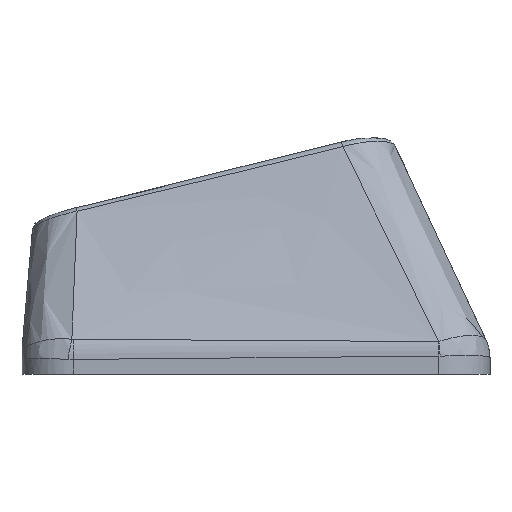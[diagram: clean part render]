
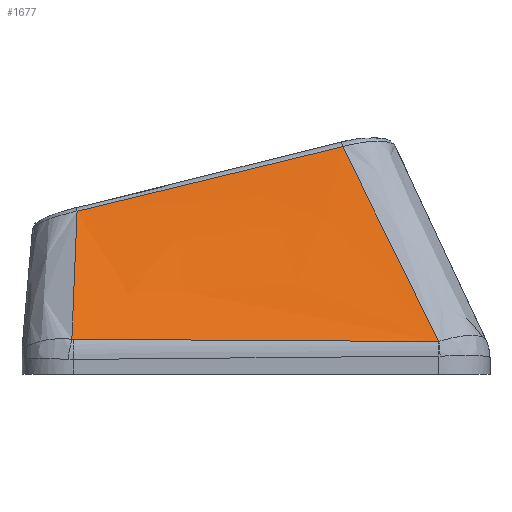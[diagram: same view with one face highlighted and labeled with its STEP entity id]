
A CAD part, left-side view. The second image highlights one B-rep face of the part: STEP entity #1677.
In plain terms, the highlighted free-form (B-spline) face has degree [3, 3] with [4, 4] control points.
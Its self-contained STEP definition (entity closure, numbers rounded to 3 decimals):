
#238=FACE_OUTER_BOUND('',#329,.T.);
#329=EDGE_LOOP('',(#1278,#1279,#1280,#1281,#1282,#1283));
#489=B_SPLINE_CURVE_WITH_KNOTS('',3,(#3383,#3384,#3385,#3386),
 .UNSPECIFIED.,.F.,.F.,(4,4),(0.,0.002),
 .UNSPECIFIED.);
#491=B_SPLINE_CURVE_WITH_KNOTS('',3,(#3410,#3411,#3412,#3413),
 .UNSPECIFIED.,.F.,.F.,(4,4),(0.,1.416),.UNSPECIFIED.);
#493=B_SPLINE_CURVE_WITH_KNOTS('',3,(#3437,#3438,#3439,#3440),
 .UNSPECIFIED.,.F.,.F.,(4,4),(0.,0.006),
 .UNSPECIFIED.);
#508=B_SPLINE_CURVE_WITH_KNOTS('',3,(#3716,#3717,#3718,#3719),
 .UNSPECIFIED.,.F.,.F.,(4,4),(0.028,0.925),
 .UNSPECIFIED.);
#509=B_SPLINE_CURVE_WITH_KNOTS('',3,(#3721,#3722,#3723,#3724),
 .UNSPECIFIED.,.F.,.F.,(4,4),(-1.061,0.),
 .UNSPECIFIED.);
#510=B_SPLINE_CURVE_WITH_KNOTS('',3,(#3725,#3726,#3727,#3728),
 .UNSPECIFIED.,.F.,.F.,(4,4),(-0.604,-0.021),
 .UNSPECIFIED.);
#671=VERTEX_POINT('',#3345);
#673=VERTEX_POINT('',#3376);
#675=VERTEX_POINT('',#3403);
#677=VERTEX_POINT('',#3430);
#693=VERTEX_POINT('',#3715);
#694=VERTEX_POINT('',#3720);
#882=EDGE_CURVE('',#671,#673,#489,.T.);
#885=EDGE_CURVE('',#673,#675,#491,.T.);
#888=EDGE_CURVE('',#675,#677,#493,.T.);
#912=EDGE_CURVE('',#693,#671,#508,.T.);
#913=EDGE_CURVE('',#694,#693,#509,.T.);
#914=EDGE_CURVE('',#677,#694,#510,.T.);
#1278=ORIENTED_EDGE('',*,*,#888,.F.);
#1279=ORIENTED_EDGE('',*,*,#885,.F.);
#1280=ORIENTED_EDGE('',*,*,#882,.F.);
#1281=ORIENTED_EDGE('',*,*,#912,.F.);
#1282=ORIENTED_EDGE('',*,*,#913,.F.);
#1283=ORIENTED_EDGE('',*,*,#914,.F.);
#1619=B_SPLINE_SURFACE_WITH_KNOTS('',3,3,((#3699,#3700,#3701,#3702),(#3703,
#3704,#3705,#3706),(#3707,#3708,#3709,#3710),(#3711,#3712,#3713,#3714)),
 .UNSPECIFIED.,.F.,.F.,.F.,(4,4),(4,4),(0.103,0.893),
(0.029,0.967),.UNSPECIFIED.);
#1677=ADVANCED_FACE('',(#238),#1619,.T.);
#3345=CARTESIAN_POINT('',(-13.732,-7.093,0.272));
#3376=CARTESIAN_POINT('',(-13.732,-7.077,0.271));
#3383=CARTESIAN_POINT('Ctrl Pts',(-13.732,-7.093,0.272));
#3384=CARTESIAN_POINT('Ctrl Pts',(-13.732,-7.088,0.271));
#3385=CARTESIAN_POINT('Ctrl Pts',(-13.732,-7.082,0.271));
#3386=CARTESIAN_POINT('Ctrl Pts',(-13.732,-7.077,0.271));
#3403=CARTESIAN_POINT('',(-13.623,7.09,0.36));
#3410=CARTESIAN_POINT('Ctrl Pts',(-13.732,-7.077,0.271));
#3411=CARTESIAN_POINT('Ctrl Pts',(-13.711,-2.355,0.295));
#3412=CARTESIAN_POINT('Ctrl Pts',(-13.682,2.366,0.323));
#3413=CARTESIAN_POINT('Ctrl Pts',(-13.623,7.09,0.36));
#3430=CARTESIAN_POINT('',(-13.619,7.146,0.365));
#3437=CARTESIAN_POINT('Ctrl Pts',(-13.623,7.09,0.36));
#3438=CARTESIAN_POINT('Ctrl Pts',(-13.623,7.109,0.36));
#3439=CARTESIAN_POINT('Ctrl Pts',(-13.622,7.128,0.362));
#3440=CARTESIAN_POINT('Ctrl Pts',(-13.619,7.146,0.365));
#3699=CARTESIAN_POINT('Ctrl Pts',(-10.607,-3.778,7.932));
#3700=CARTESIAN_POINT('Ctrl Pts',(-11.649,-4.883,5.378));
#3701=CARTESIAN_POINT('Ctrl Pts',(-12.691,-5.988,2.825));
#3702=CARTESIAN_POINT('Ctrl Pts',(-13.732,-7.093,0.271));
#3703=CARTESIAN_POINT('Ctrl Pts',(-10.607,-0.128,7.05));
#3704=CARTESIAN_POINT('Ctrl Pts',(-11.649,-0.868,
4.78));
#3705=CARTESIAN_POINT('Ctrl Pts',(-12.691,-1.608,2.511));
#3706=CARTESIAN_POINT('Ctrl Pts',(-13.732,-2.347,0.241));
#3707=CARTESIAN_POINT('Ctrl Pts',(-10.607,3.522,6.169));
#3708=CARTESIAN_POINT('Ctrl Pts',(-11.649,3.147,4.183));
#3709=CARTESIAN_POINT('Ctrl Pts',(-12.691,2.773,2.197));
#3710=CARTESIAN_POINT('Ctrl Pts',(-13.732,2.399,0.211));
#3711=CARTESIAN_POINT('Ctrl Pts',(-10.607,7.172,5.287));
#3712=CARTESIAN_POINT('Ctrl Pts',(-11.649,7.163,3.585));
#3713=CARTESIAN_POINT('Ctrl Pts',(-12.691,7.154,1.883));
#3714=CARTESIAN_POINT('Ctrl Pts',(-13.732,7.145,0.181));
#3715=CARTESIAN_POINT('',(-10.607,-3.363,7.832));
#3716=CARTESIAN_POINT('Ctrl Pts',(-10.607,-3.363,7.832));
#3717=CARTESIAN_POINT('Ctrl Pts',(-11.663,-4.617,5.32));
#3718=CARTESIAN_POINT('Ctrl Pts',(-12.701,-5.858,2.798));
#3719=CARTESIAN_POINT('Ctrl Pts',(-13.732,-7.093,0.272));
#3720=CARTESIAN_POINT('',(-10.615,6.943,5.329));
#3721=CARTESIAN_POINT('Ctrl Pts',(-10.615,6.943,5.329));
#3722=CARTESIAN_POINT('Ctrl Pts',(-10.614,3.506,6.158));
#3723=CARTESIAN_POINT('Ctrl Pts',(-10.61,0.071,
6.994));
#3724=CARTESIAN_POINT('Ctrl Pts',(-10.607,-3.363,7.832));
#3725=CARTESIAN_POINT('Ctrl Pts',(-13.619,7.146,0.365));
#3726=CARTESIAN_POINT('Ctrl Pts',(-12.61,7.063,2.016));
#3727=CARTESIAN_POINT('Ctrl Pts',(-11.608,6.992,3.671));
#3728=CARTESIAN_POINT('Ctrl Pts',(-10.615,6.943,5.329));
